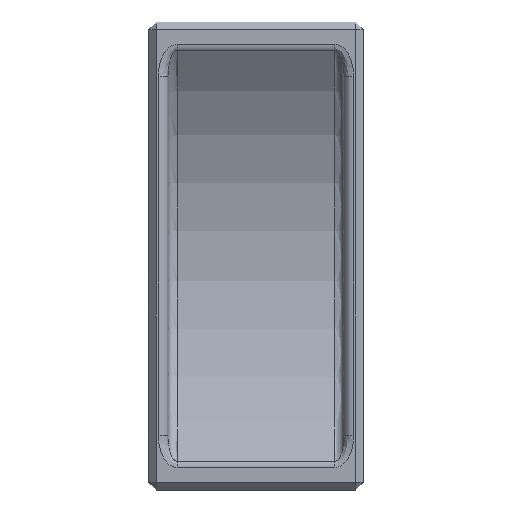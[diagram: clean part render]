
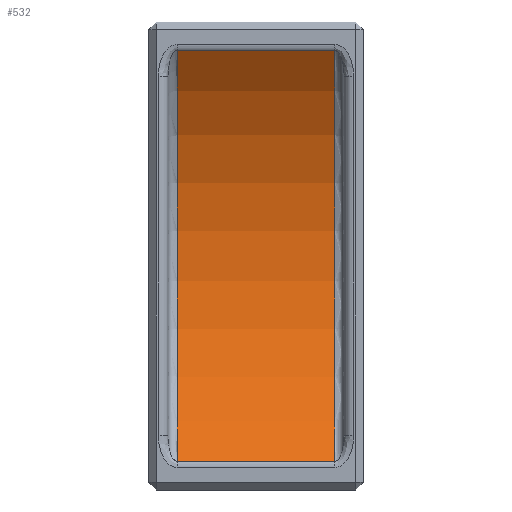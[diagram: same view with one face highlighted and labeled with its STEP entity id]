
A CAD part, top view. The second image highlights one B-rep face of the part: STEP entity #532.
In plain terms, the highlighted cylindrical face has radius 85.5 mm (diameter 171 mm), a partial arc.
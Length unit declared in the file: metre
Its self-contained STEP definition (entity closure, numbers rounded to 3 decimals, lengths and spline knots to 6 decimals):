
#26=CIRCLE('',#585,0.0855);
#27=CIRCLE('',#586,0.0855);
#38=CYLINDRICAL_SURFACE('',#584,0.0855);
#47=ORIENTED_EDGE('',*,*,#199,.T.);
#48=ORIENTED_EDGE('',*,*,#200,.T.);
#49=ORIENTED_EDGE('',*,*,#201,.T.);
#50=ORIENTED_EDGE('',*,*,#202,.T.);
#199=EDGE_CURVE('',#275,#276,#315,.T.);
#200=EDGE_CURVE('',#276,#277,#26,.T.);
#201=EDGE_CURVE('',#277,#278,#316,.F.);
#202=EDGE_CURVE('',#278,#275,#27,.T.);
#275=VERTEX_POINT('',#794);
#276=VERTEX_POINT('',#795);
#277=VERTEX_POINT('',#797);
#278=VERTEX_POINT('',#799);
#315=LINE('',#793,#371);
#316=LINE('',#798,#372);
#371=VECTOR('',#640,1.);
#372=VECTOR('',#643,1.);
#424=EDGE_LOOP('',(#47,#48,#49,#50));
#464=FACE_BOUND('',#424,.T.);
#532=ADVANCED_FACE('',(#464),#38,.F.);
#584=AXIS2_PLACEMENT_3D('',#792,#638,#639);
#585=AXIS2_PLACEMENT_3D('',#796,#641,#642);
#586=AXIS2_PLACEMENT_3D('',#800,#644,#645);
#638=DIRECTION('',(-1.,0.,0.));
#639=DIRECTION('',(0.,0.,1.));
#640=DIRECTION('',(-1.,0.,0.));
#641=DIRECTION('',(-1.,0.,0.));
#642=DIRECTION('',(0.,-1.,0.));
#643=DIRECTION('',(-1.,0.,0.));
#644=DIRECTION('',(1.,0.,0.));
#645=DIRECTION('',(0.,1.,0.));
#792=CARTESIAN_POINT('',(0.05,0.,0.));
#793=CARTESIAN_POINT('',(0.05,0.053673,-0.066554));
#794=CARTESIAN_POINT('',(0.0205,0.053673,-0.066554));
#795=CARTESIAN_POINT('',(-0.0205,0.053673,-0.066554));
#796=CARTESIAN_POINT('',(-0.0205,0.,0.));
#797=CARTESIAN_POINT('',(-0.0205,-0.053673,-0.066554));
#798=CARTESIAN_POINT('',(0.05,-0.053673,-0.066554));
#799=CARTESIAN_POINT('',(0.0205,-0.053673,-0.066554));
#800=CARTESIAN_POINT('',(0.0205,0.,0.));
